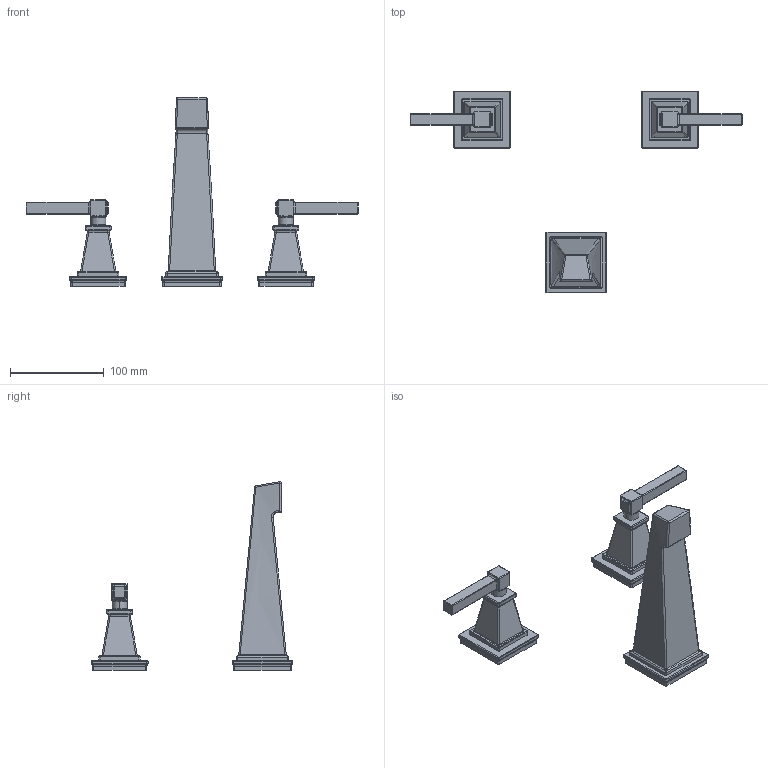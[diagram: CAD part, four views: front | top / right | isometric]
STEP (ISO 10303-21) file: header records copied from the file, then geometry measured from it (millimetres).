
FILE_DESCRIPTION((''),'2;1');
FILE_NAME('3-3145_SW0001','2020-12-02T11:32:07',('rsmith'),(''),'CREO PARAMETRIC BY PTC INC, 2018400','CREO PARAMETRIC BY PTC INC, 2018400','');
FILE_SCHEMA(('AUTOMOTIVE_DESIGN { 1 0 10303 214 1 1 1 1 }'));
Length unit declared in the file: inch
Products named in the file (1): 3-3145_SW0001
Bounding box: 354.03 x 215.14 x 201.19 mm (x, y, z)
Volume: 539282.6 mm3; surface area: 84251.5 mm2
Topology: 3 solids, 3 shells, 614 faces, 1384 edges, 792 vertices
Faces by surface type: cylinder 230, bspline 202, plane 118, sphere 34, torus 30
Entity records: 35601 total; most frequent: CARTESIAN_POINT 15723, ORIENTED_EDGE 2768, DIRECTION 2380, PRESENTATION_STYLE_ASSIGNMENT 1825, STYLED_ITEM 1387, CURVE_STYLE 1384, EDGE_CURVE 1384, AXIS2_PLACEMENT_3D 951
